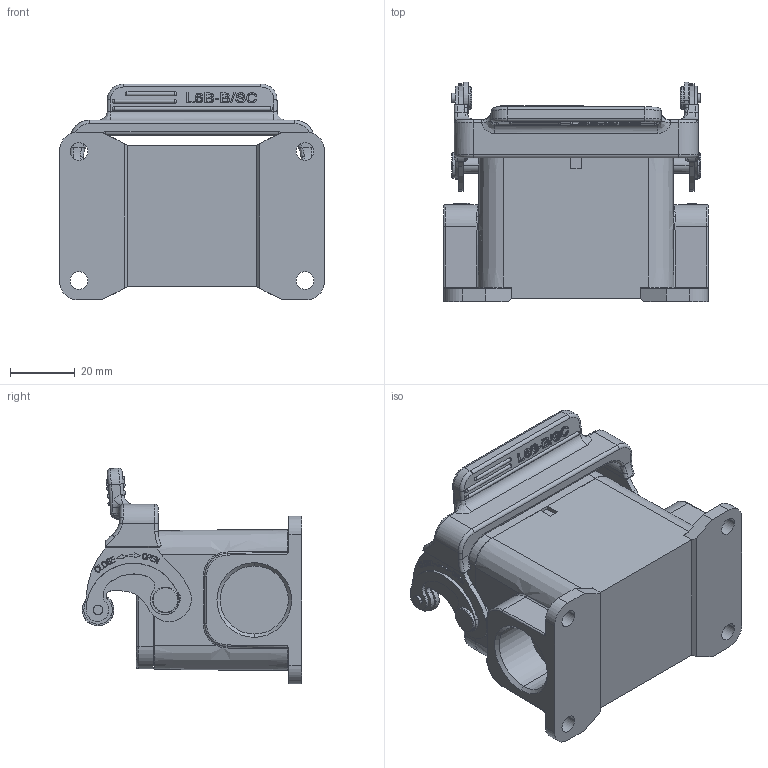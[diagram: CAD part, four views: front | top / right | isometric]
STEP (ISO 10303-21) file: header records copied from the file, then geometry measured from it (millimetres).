
FILE_DESCRIPTION((''),'2;1');
FILE_NAME('3D_1110062211022_H6B-_SW0001','2023-12-09T',('yp.zhu'),(''),'PRO/ENGINEER BY PARAMETRIC TECHNOLOGY CORPORATION, 2012480','PRO/ENGINEER BY PARAMETRIC TECHNOLOGY CORPORATION, 2012480','');
FILE_SCHEMA(('CONFIG_CONTROL_DESIGN'));
Length unit declared in the file: inch
Products named in the file (1): 3D_1110062211022_H6B-_SW0001
Bounding box: 82 x 67.95 x 66.86 mm (x, y, z)
Volume: 71975.9 mm3; surface area: 38407.2 mm2
Topology: 3 solids, 3 shells, 1121 faces, 3030 edges, 1961 vertices
Faces by surface type: plane 473, cylinder 411, torus 94, cone 56, extrusion 33, sphere 32, bspline 22
Entity records: 40860 total; most frequent: CARTESIAN_POINT 13135, ORIENTED_EDGE 5988, DIRECTION 5512, EDGE_CURVE 2994, AXIS2_PLACEMENT_3D 2003, VERTEX_POINT 1961, VECTOR 1506, LINE 1473
